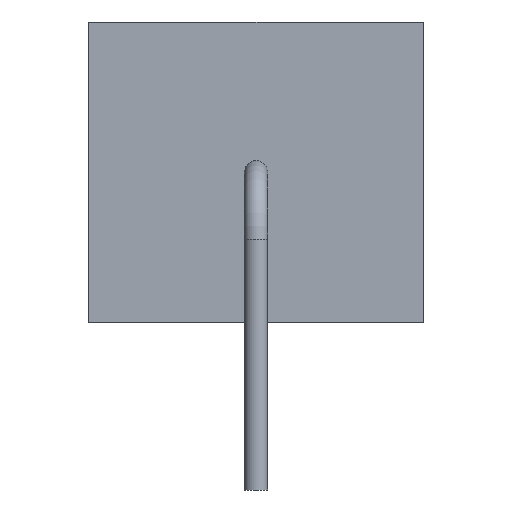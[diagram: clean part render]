
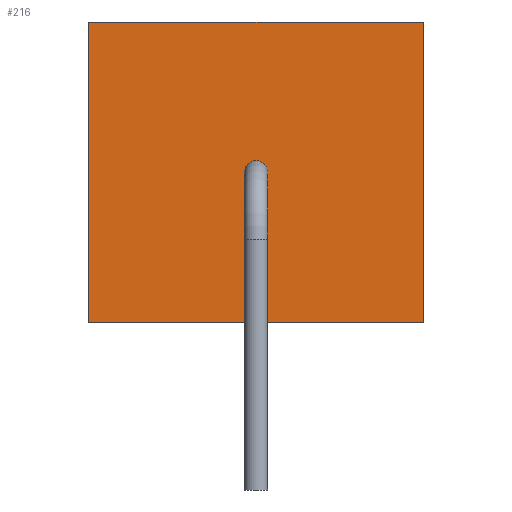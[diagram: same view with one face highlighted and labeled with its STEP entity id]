
A CAD part, left-side view. The second image highlights one B-rep face of the part: STEP entity #216.
In plain terms, the highlighted planar face has unit normal (-1, 0, 0).
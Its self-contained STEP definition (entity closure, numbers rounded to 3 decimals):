
#40=FACE_OUTER_BOUND('',#56,.T.);
#56=EDGE_LOOP('',(#159,#160,#161,#162));
#72=LINE('',#356,#88);
#77=LINE('',#366,#93);
#78=LINE('',#369,#94);
#79=LINE('',#370,#95);
#88=VECTOR('',#280,10.);
#93=VECTOR('',#289,10.);
#94=VECTOR('',#292,10.);
#95=VECTOR('',#293,10.);
#101=VERTEX_POINT('',#349);
#104=VERTEX_POINT('',#354);
#107=VERTEX_POINT('',#364);
#108=VERTEX_POINT('',#368);
#122=EDGE_CURVE('',#104,#101,#72,.T.);
#127=EDGE_CURVE('',#104,#107,#77,.T.);
#128=EDGE_CURVE('',#108,#107,#78,.T.);
#129=EDGE_CURVE('',#101,#108,#79,.T.);
#159=ORIENTED_EDGE('',*,*,#127,.T.);
#160=ORIENTED_EDGE('',*,*,#128,.F.);
#161=ORIENTED_EDGE('',*,*,#129,.F.);
#162=ORIENTED_EDGE('',*,*,#122,.F.);
#206=PLANE('',#248);
#216=ADVANCED_FACE('',(#40),#206,.T.);
#248=AXIS2_PLACEMENT_3D('',#367,#290,#291);
#280=DIRECTION('',(0.,0.,-1.));
#289=DIRECTION('',(0.,1.,0.));
#290=DIRECTION('center_axis',(-1.,0.,0.));
#291=DIRECTION('ref_axis',(0.,0.,1.));
#292=DIRECTION('',(0.,0.,1.));
#293=DIRECTION('',(0.,1.,0.));
#349=CARTESIAN_POINT('',(-24.,-5.,0.));
#354=CARTESIAN_POINT('',(-24.,-5.,9.));
#356=CARTESIAN_POINT('',(-24.,-5.,0.));
#364=CARTESIAN_POINT('',(-24.,5.,9.));
#366=CARTESIAN_POINT('',(-24.,0.,9.));
#367=CARTESIAN_POINT('Origin',(-24.,0.,0.));
#368=CARTESIAN_POINT('',(-24.,5.,0.));
#369=CARTESIAN_POINT('',(-24.,5.,0.));
#370=CARTESIAN_POINT('',(-24.,0.,0.));
